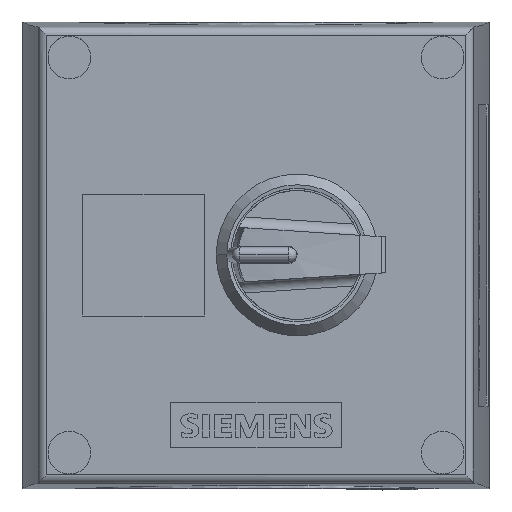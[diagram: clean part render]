
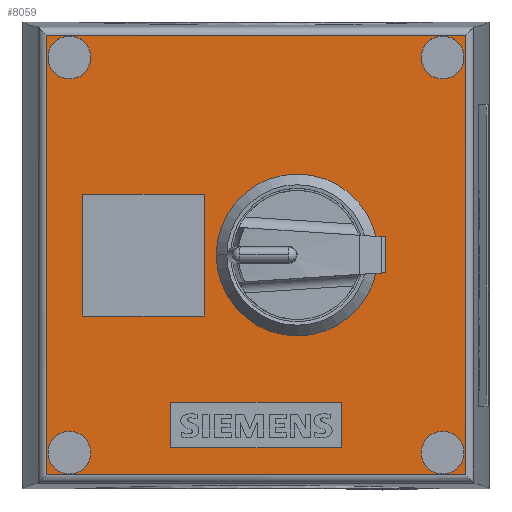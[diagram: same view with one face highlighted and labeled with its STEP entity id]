
A CAD part, top view. The second image highlights one B-rep face of the part: STEP entity #8059.
In plain terms, the highlighted planar face has unit normal (0, 0, 1).
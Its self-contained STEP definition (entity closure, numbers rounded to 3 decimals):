
#8059=ADVANCED_FACE('',(#21322,#21323,#21324,#21325,#21326,#21327,#21328,#21329),#21330,.T.);
#8079=VERTEX_POINT('',#21359);
#8087=VERTEX_POINT('',#21367);
#8091=EDGE_CURVE('',#8079,#8087,#21371,.T.);
#8095=VERTEX_POINT('',#21375);
#8103=VERTEX_POINT('',#21383);
#8107=EDGE_CURVE('',#8095,#8103,#21387,.T.);
#8111=VERTEX_POINT('',#21391);
#8119=VERTEX_POINT('',#21399);
#8123=EDGE_CURVE('',#8111,#8119,#21403,.T.);
#8127=VERTEX_POINT('',#21407);
#8135=VERTEX_POINT('',#21415);
#8139=EDGE_CURVE('',#8127,#8135,#21419,.T.);
#8143=VERTEX_POINT('',#21423);
#8151=VERTEX_POINT('',#21431);
#8155=EDGE_CURVE('',#8143,#8151,#21435,.T.);
#15605=EDGE_CURVE('',#8151,#8143,#28885,.T.);
#15609=EDGE_CURVE('',#8135,#8127,#28889,.T.);
#15613=EDGE_CURVE('',#8119,#8111,#28893,.T.);
#15617=EDGE_CURVE('',#8103,#8095,#28897,.T.);
#16547=VERTEX_POINT('',#29827);
#16551=VERTEX_POINT('',#29831);
#16553=EDGE_CURVE('',#16551,#16547,#29833,.T.);
#16557=VERTEX_POINT('',#29837);
#16559=EDGE_CURVE('',#16557,#16551,#29839,.T.);
#16563=VERTEX_POINT('',#29843);
#16565=EDGE_CURVE('',#16563,#16557,#29845,.T.);
#16569=EDGE_CURVE('',#16547,#16563,#29849,.T.);
#16627=VERTEX_POINT('',#29907);
#16631=VERTEX_POINT('',#29911);
#16635=EDGE_CURVE('',#16627,#16631,#29915,.T.);
#16637=VERTEX_POINT('',#29917);
#16641=EDGE_CURVE('',#16637,#16627,#29921,.T.);
#16643=VERTEX_POINT('',#29923);
#16647=EDGE_CURVE('',#16643,#16637,#29927,.T.);
#16649=EDGE_CURVE('',#16631,#16643,#29929,.T.);
#16651=EDGE_CURVE('',#8087,#8079,#29931,.T.);
#16663=VERTEX_POINT('',#29943);
#16667=VERTEX_POINT('',#29947);
#16669=EDGE_CURVE('',#16663,#16667,#29949,.T.);
#16675=VERTEX_POINT('',#29955);
#16677=EDGE_CURVE('',#16675,#16667,#29957,.T.);
#16681=VERTEX_POINT('',#29961);
#16683=EDGE_CURVE('',#16681,#16663,#29963,.T.);
#16685=EDGE_CURVE('',#16675,#16681,#29965,.T.);
#21322=FACE_OUTER_BOUND('',#36129,.T.);
#21323=FACE_BOUND('',#36130,.T.);
#21324=FACE_BOUND('',#36131,.T.);
#21325=FACE_BOUND('',#36132,.T.);
#21326=FACE_BOUND('',#36133,.T.);
#21327=FACE_BOUND('',#36134,.T.);
#21328=FACE_BOUND('',#36135,.T.);
#21329=FACE_BOUND('',#36136,.T.);
#21330=PLANE('',#36137);
#21359=CARTESIAN_POINT('',(61.268,42.7,64.0));
#21367=CARTESIAN_POINT('',(38.768,42.7,64.0));
#21371=CIRCLE('',#36217,11.25);
#21375=CARTESIAN_POINT('',(12.418,6.7,64.0));
#21383=CARTESIAN_POINT('',(4.618,6.7,64.0));
#21387=CIRCLE('',#36239,3.9);
#21391=CARTESIAN_POINT('',(12.418,78.7,64.0));
#21399=CARTESIAN_POINT('',(4.618,78.7,64.0));
#21403=CIRCLE('',#36261,3.9);
#21407=CARTESIAN_POINT('',(80.418,6.7,64.0));
#21415=CARTESIAN_POINT('',(72.618,6.7,64.0));
#21419=CIRCLE('',#36283,3.9);
#21423=CARTESIAN_POINT('',(80.418,78.7,64.0));
#21431=CARTESIAN_POINT('',(72.618,78.7,64.0));
#21435=CIRCLE('',#36305,3.9);
#28885=CIRCLE('',#49423,3.9);
#28889=CIRCLE('',#49429,3.9);
#28893=CIRCLE('',#49435,3.9);
#28897=CIRCLE('',#49441,3.9);
#29827=CARTESIAN_POINT('',(58.068,7.55,64.0));
#29831=CARTESIAN_POINT('',(58.068,15.85,64.0));
#29833=LINE('',#50867,#50868);
#29837=CARTESIAN_POINT('',(26.968,15.85,64.0));
#29839=LINE('',#50877,#50878);
#29843=CARTESIAN_POINT('',(26.968,7.55,64.0));
#29845=LINE('',#50887,#50888);
#29849=LINE('',#50895,#50896);
#29907=CARTESIAN_POINT('',(10.918,53.8,64.0));
#29911=CARTESIAN_POINT('',(33.118,53.8,64.0));
#29915=LINE('',#50997,#50998);
#29917=CARTESIAN_POINT('',(10.918,31.6,64.0));
#29921=LINE('',#51007,#51008);
#29923=CARTESIAN_POINT('',(33.118,31.6,64.0));
#29927=LINE('',#51017,#51018);
#29929=LINE('',#51021,#51022);
#29931=CIRCLE('',#51025,11.25);
#29943=CARTESIAN_POINT('',(80.694,2.656,64.0));
#29947=CARTESIAN_POINT('',(4.341,2.656,64.0));
#29949=LINE('',#51052,#51053);
#29955=CARTESIAN_POINT('',(4.341,82.744,64.0));
#29957=LINE('',#51065,#51066);
#29961=CARTESIAN_POINT('',(80.694,82.744,64.0));
#29963=LINE('',#51074,#51075);
#29965=LINE('',#51078,#51079);
#36129=EDGE_LOOP('',(#63995,#63996,#63997,#63998));
#36130=EDGE_LOOP('',(#63999,#64000));
#36131=EDGE_LOOP('',(#64001,#64002));
#36132=EDGE_LOOP('',(#64003,#64004));
#36133=EDGE_LOOP('',(#64005,#64006));
#36134=EDGE_LOOP('',(#64007,#64008,#64009,#64010));
#36135=EDGE_LOOP('',(#64011,#64012,#64013,#64014));
#36136=EDGE_LOOP('',(#64015,#64016));
#36137=AXIS2_PLACEMENT_3D('',#64017,#64018,#64019);
#36217=AXIS2_PLACEMENT_3D('',#64090,#64091,#64092);
#36239=AXIS2_PLACEMENT_3D('',#64098,#64099,#64100);
#36261=AXIS2_PLACEMENT_3D('',#64106,#64107,#64108);
#36283=AXIS2_PLACEMENT_3D('',#64114,#64115,#64116);
#36305=AXIS2_PLACEMENT_3D('',#64122,#64123,#64124);
#49423=AXIS2_PLACEMENT_3D('',#66808,#66809,#66810);
#49429=AXIS2_PLACEMENT_3D('',#66814,#66815,#66816);
#49435=AXIS2_PLACEMENT_3D('',#66820,#66821,#66822);
#49441=AXIS2_PLACEMENT_3D('',#66826,#66827,#66828);
#50867=CARTESIAN_POINT('',(58.068,46.375,64.0));
#50868=VECTOR('',#67246,1.0);
#50877=CARTESIAN_POINT('',(31.205,15.85,64.0));
#50878=VECTOR('',#67248,1.0);
#50887=CARTESIAN_POINT('',(26.968,50.525,64.0));
#50888=VECTOR('',#67250,1.0);
#50895=CARTESIAN_POINT('',(15.655,7.55,64.0));
#50896=VECTOR('',#67252,1.0);
#50997=CARTESIAN_POINT('',(13.18,53.8,64.0));
#50998=VECTOR('',#67275,1.0);
#51007=CARTESIAN_POINT('',(10.918,63.95,64.0));
#51008=VECTOR('',#67277,1.0);
#51017=CARTESIAN_POINT('',(13.18,31.6,64.0));
#51018=VECTOR('',#67279,1.0);
#51021=CARTESIAN_POINT('',(33.118,63.95,64.0));
#51022=VECTOR('',#67280,1.0);
#51025=AXIS2_PLACEMENT_3D('',#67281,#67282,#67283);
#51052=CARTESIAN_POINT('',(42.518,2.656,64.0));
#51053=VECTOR('',#67291,1.0);
#51065=CARTESIAN_POINT('',(4.341,85.2,64.0));
#51066=VECTOR('',#67296,1.0);
#51074=CARTESIAN_POINT('',(80.694,85.2,64.0));
#51075=VECTOR('',#67300,1.0);
#51078=CARTESIAN_POINT('',(42.518,82.744,64.0));
#51079=VECTOR('',#67301,1.0);
#63995=ORIENTED_EDGE('',*,*,#16683,.F.);
#63996=ORIENTED_EDGE('',*,*,#16685,.F.);
#63997=ORIENTED_EDGE('',*,*,#16677,.T.);
#63998=ORIENTED_EDGE('',*,*,#16669,.F.);
#63999=ORIENTED_EDGE('',*,*,#8155,.T.);
#64000=ORIENTED_EDGE('',*,*,#15605,.T.);
#64001=ORIENTED_EDGE('',*,*,#8139,.T.);
#64002=ORIENTED_EDGE('',*,*,#15609,.T.);
#64003=ORIENTED_EDGE('',*,*,#8123,.T.);
#64004=ORIENTED_EDGE('',*,*,#15613,.T.);
#64005=ORIENTED_EDGE('',*,*,#8107,.T.);
#64006=ORIENTED_EDGE('',*,*,#15617,.T.);
#64007=ORIENTED_EDGE('',*,*,#16553,.T.);
#64008=ORIENTED_EDGE('',*,*,#16569,.T.);
#64009=ORIENTED_EDGE('',*,*,#16565,.T.);
#64010=ORIENTED_EDGE('',*,*,#16559,.T.);
#64011=ORIENTED_EDGE('',*,*,#16635,.T.);
#64012=ORIENTED_EDGE('',*,*,#16649,.T.);
#64013=ORIENTED_EDGE('',*,*,#16647,.T.);
#64014=ORIENTED_EDGE('',*,*,#16641,.T.);
#64015=ORIENTED_EDGE('',*,*,#8091,.T.);
#64016=ORIENTED_EDGE('',*,*,#16651,.T.);
#64017=CARTESIAN_POINT('',(4.341,85.2,64.0));
#64018=DIRECTION('',(0.0,0.0,1.0));
#64019=DIRECTION('',(0.0,-1.0,0.0));
#64090=CARTESIAN_POINT('',(50.018,42.7,64.0));
#64091=DIRECTION('',(0.0,0.0,-1.0));
#64092=DIRECTION('',(1.0,0.0,0.0));
#64098=CARTESIAN_POINT('',(8.518,6.7,64.0));
#64099=DIRECTION('',(0.0,0.0,-1.0));
#64100=DIRECTION('',(1.0,0.0,0.0));
#64106=CARTESIAN_POINT('',(8.518,78.7,64.0));
#64107=DIRECTION('',(0.0,0.0,-1.0));
#64108=DIRECTION('',(1.0,0.0,0.0));
#64114=CARTESIAN_POINT('',(76.518,6.7,64.0));
#64115=DIRECTION('',(0.0,0.0,-1.0));
#64116=DIRECTION('',(1.0,0.0,0.0));
#64122=CARTESIAN_POINT('',(76.518,78.7,64.0));
#64123=DIRECTION('',(0.0,0.0,-1.0));
#64124=DIRECTION('',(1.0,0.0,0.0));
#66808=CARTESIAN_POINT('',(76.518,78.7,64.0));
#66809=DIRECTION('',(0.0,0.0,-1.0));
#66810=DIRECTION('',(1.0,0.0,0.0));
#66814=CARTESIAN_POINT('',(76.518,6.7,64.0));
#66815=DIRECTION('',(0.0,0.0,-1.0));
#66816=DIRECTION('',(1.0,0.0,0.0));
#66820=CARTESIAN_POINT('',(8.518,78.7,64.0));
#66821=DIRECTION('',(0.0,0.0,-1.0));
#66822=DIRECTION('',(1.0,0.0,0.0));
#66826=CARTESIAN_POINT('',(8.518,6.7,64.0));
#66827=DIRECTION('',(0.0,0.0,-1.0));
#66828=DIRECTION('',(1.0,0.0,0.0));
#67246=DIRECTION('',(0.0,-1.0,0.0));
#67248=DIRECTION('',(1.0,0.0,0.0));
#67250=DIRECTION('',(0.0,1.0,0.0));
#67252=DIRECTION('',(-1.0,-0.0,0.0));
#67275=DIRECTION('',(1.0,0.0,0.0));
#67277=DIRECTION('',(0.0,1.0,0.0));
#67279=DIRECTION('',(-1.0,0.0,0.0));
#67280=DIRECTION('',(0.0,-1.0,0.0));
#67281=CARTESIAN_POINT('',(50.018,42.7,64.0));
#67282=DIRECTION('',(0.0,0.0,-1.0));
#67283=DIRECTION('',(1.0,0.0,0.0));
#67291=DIRECTION('',(-1.0,0.0,0.0));
#67296=DIRECTION('',(0.0,-1.0,0.0));
#67300=DIRECTION('',(0.0,-1.0,0.0));
#67301=DIRECTION('',(1.0,0.0,0.0));
